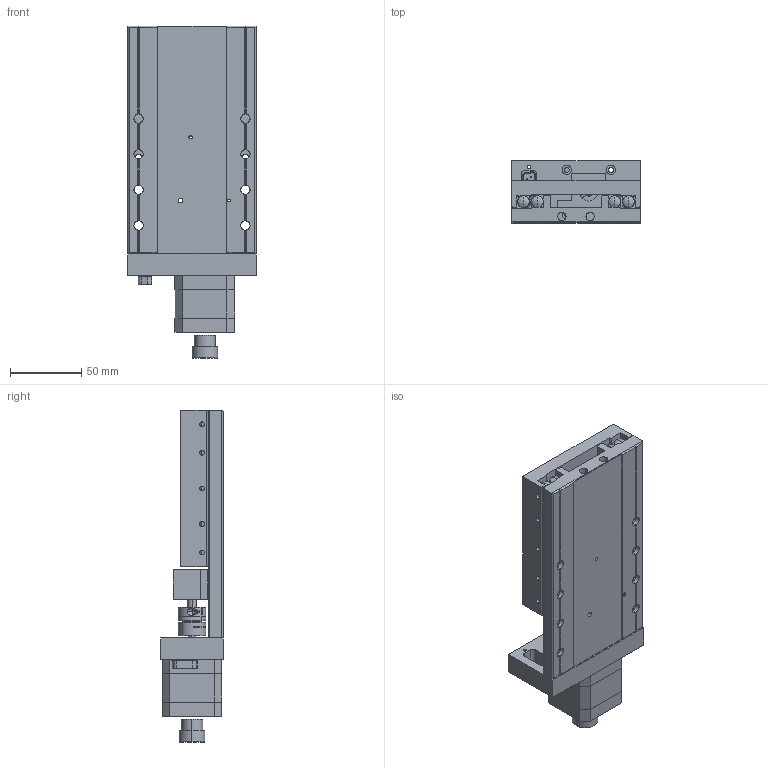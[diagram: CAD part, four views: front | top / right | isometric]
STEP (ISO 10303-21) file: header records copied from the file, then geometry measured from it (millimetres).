
FILE_DESCRIPTION (( 'STEP AP203' ), '1' );
FILE_NAME ('TSA50-C.step', '2019-05-06T08:38:10', ( '' ), ( '' ), 'SwSTEP 2.0', 'SolidWorks 2017', '' );
FILE_SCHEMA (( 'CONFIG_CONTROL_DESIGN' ));
Length unit declared in the file: millimetre
Products named in the file (1): TSA50-C
Bounding box: 90 x 44 x 233 mm (x, y, z)
Surface area: 108939.9 mm2 (no closed solid volume)
Topology: 0 solids, 30 shells, 547 faces, 1850 edges, 1312 vertices
Faces by surface type: plane 262, cylinder 240, cone 24, bspline 16, torus 5
Entity records: 21017 total; most frequent: CARTESIAN_POINT 4624, DIRECTION 3489, ORIENTED_EDGE 3046, EDGE_CURVE 1834, VERTEX_POINT 1312, AXIS2_PLACEMENT_3D 1209, VECTOR 1071, LINE 1071
